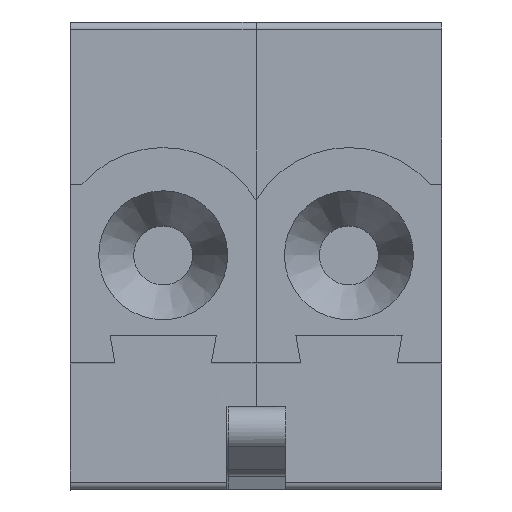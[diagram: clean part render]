
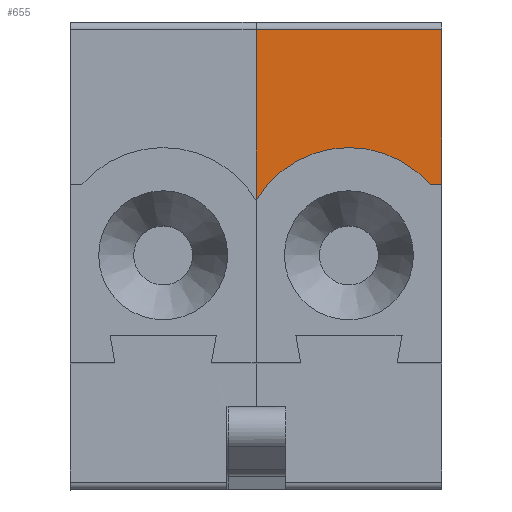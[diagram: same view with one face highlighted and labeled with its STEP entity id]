
A CAD part, top view. The second image highlights one B-rep face of the part: STEP entity #655.
In plain terms, the highlighted planar face has unit normal (0, 0, 1).
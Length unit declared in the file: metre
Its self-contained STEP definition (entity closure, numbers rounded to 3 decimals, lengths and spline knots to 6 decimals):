
#655=ADVANCED_FACE('',(#1353),#1354,.F.);
#1353=FACE_OUTER_BOUND('',#2065,.T.);
#1354=PLANE('',#2066);
#2065=EDGE_LOOP('',(#3962,#3963,#3964,#3965,#3966));
#2066=AXIS2_PLACEMENT_3D('',#3967,#3968,#3969);
#3962=ORIENTED_EDGE('',*,*,#4975,.T.);
#3963=ORIENTED_EDGE('',*,*,#4498,.F.);
#3964=ORIENTED_EDGE('',*,*,#4829,.F.);
#3965=ORIENTED_EDGE('',*,*,#4854,.F.);
#3966=ORIENTED_EDGE('',*,*,#4716,.F.);
#3967=CARTESIAN_POINT('',(0.058173,-0.023298,-0.063614));
#3968=DIRECTION('',(0.,0.,-1.0));
#3969=DIRECTION('',(0.,-1.0,0.));
#4498=EDGE_CURVE('',#5489,#5461,#5490,.T.);
#4716=EDGE_CURVE('',#5811,#5813,#5814,.T.);
#4829=EDGE_CURVE('',#5978,#5489,#5979,.T.);
#4854=EDGE_CURVE('',#5813,#5978,#6015,.T.);
#4975=EDGE_CURVE('',#5811,#5461,#6173,.F.);
#5461=VERTEX_POINT('',#6857);
#5489=VERTEX_POINT('',#6895);
#5490=CIRCLE('',#6896,0.0029);
#5811=VERTEX_POINT('',#7374);
#5813=VERTEX_POINT('',#7381);
#5814=LINE('',#7382,#7383);
#5978=VERTEX_POINT('',#7616);
#5979=LINE('',#7617,#7618);
#6015=LINE('',#7672,#7673);
#6173=B_SPLINE_CURVE_WITH_KNOTS('',1,(#7889,#7890),.UNSPECIFIED.,.F.,.F.,(2,2),(-0.102689,1.0),.UNSPECIFIED.);
#6857=CARTESIAN_POINT('',(0.048053,-0.028568,-0.063616));
#6895=CARTESIAN_POINT('',(0.052744,-0.028137,-0.063614));
#6896=AXIS2_PLACEMENT_3D('',#8264,#8265,#8266);
#7374=CARTESIAN_POINT('',(0.048053,-0.023943,-0.063616));
#7381=CARTESIAN_POINT('',(0.053053,-0.023943,-0.063614));
#7382=CARTESIAN_POINT('',(0.058173,-0.023943,-0.063614));
#7383=VECTOR('',#8455,1.0);
#7616=CARTESIAN_POINT('',(0.053053,-0.028137,-0.063614));
#7617=CARTESIAN_POINT('',(0.048013,-0.028137,-0.063614));
#7618=VECTOR('',#8561,1.0);
#7672=CARTESIAN_POINT('',(0.053053,0.103877,-0.063614));
#7673=VECTOR('',#8580,1.0);
#7889=CARTESIAN_POINT('',(0.048053,-0.028568,-0.063614));
#7890=CARTESIAN_POINT('',(0.048053,-0.023943,-0.063614));
#8264=CARTESIAN_POINT('',(0.050553,-0.030037,-0.063614));
#8265=DIRECTION('',(0.,0.,1.0));
#8266=DIRECTION('',(-1.0,0.,0.));
#8455=DIRECTION('',(1.0,0.,0.));
#8561=DIRECTION('',(-1.0,0.,0.));
#8580=DIRECTION('',(0.,-1.0,0.));
